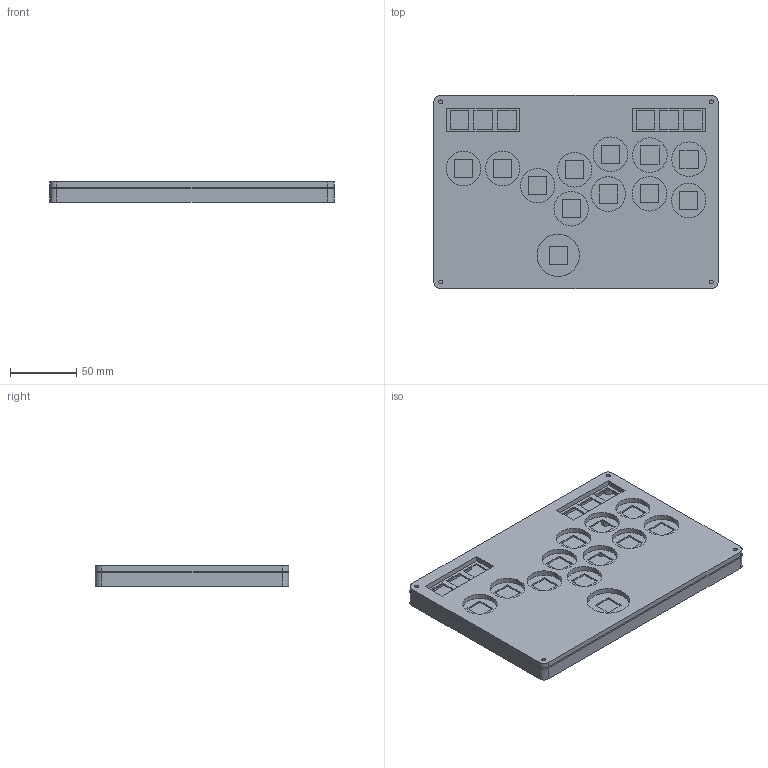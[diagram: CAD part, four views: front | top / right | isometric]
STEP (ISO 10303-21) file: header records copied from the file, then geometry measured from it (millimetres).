
FILE_DESCRIPTION(/* description */ ('','CAx-IF Rec.Pracs.---Representation and Presentation of Product Manufacturing Information (PMI)---4.0---2014-10-13'),/* implementation_level */ '2;1');
FILE_NAME(/* name */ 'PitBox.step',/* time_stamp */ '2025-02-04T22:06:38-06:00',/* author */ (''),/* organization */ (''),/* preprocessor_version */ 'ST-DEVELOPER v20',/* originating_system */ 'Autodesk Translation Framework v13.20.0.188',/* authorisation */ '');
FILE_SCHEMA (('AP242_MANAGED_MODEL_BASED_3D_ENGINEERING_MIM_LF { 1 0 10303 442 1 1 4 }'));
Length unit declared in the file: millimetre
Products named in the file (1): Hitbox
Bounding box: 214.35 x 145.84 x 15.2 mm (x, y, z)
Volume: 202056.1 mm3; surface area: 188224.8 mm2
Topology: 3 solids, 3 shells, 192 faces, 505 edges, 336 vertices
Faces by surface type: plane 133, cylinder 59
Full cylindrical faces by diameter (mm): 2 x4, 3 x12, 4 x4, 6 x11, 26.065 x11, 32.082 x1
Entity records: 6120 total; most frequent: CARTESIAN_POINT 1034, DIRECTION 1011, ORIENTED_EDGE 1010, EDGE_CURVE 505, LINE 385, VECTOR 385, VERTEX_POINT 336, AXIS2_PLACEMENT_3D 313
